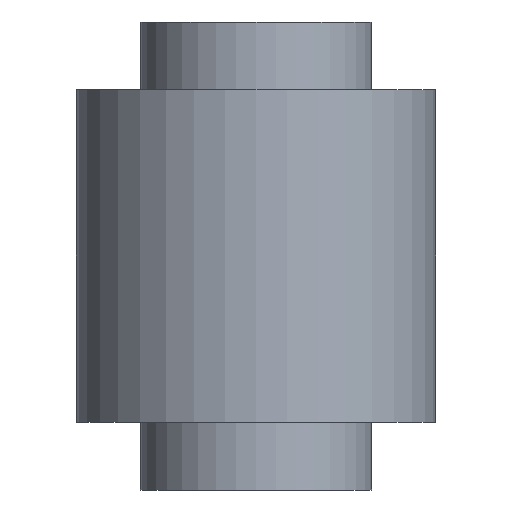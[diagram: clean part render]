
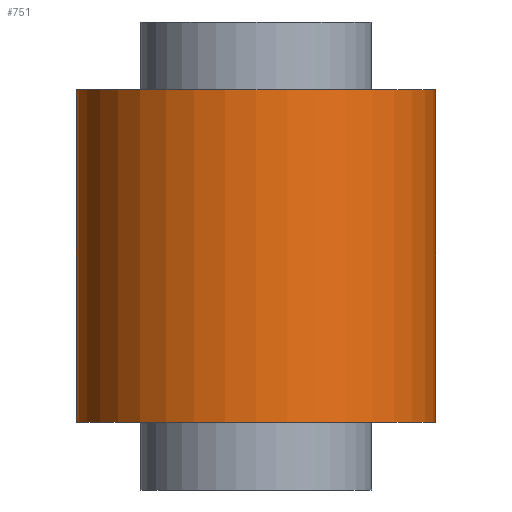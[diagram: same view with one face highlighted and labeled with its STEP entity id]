
A CAD part, left-side view. The second image highlights one B-rep face of the part: STEP entity #751.
In plain terms, the highlighted cylindrical face has radius 9.302 mm (diameter 18.604 mm), a partial arc.
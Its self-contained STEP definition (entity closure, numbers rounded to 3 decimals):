
#39=CIRCLE('',#788,9.302);
#64=CIRCLE('',#840,9.302);
#87=CYLINDRICAL_SURFACE('',#848,9.302);
#128=FACE_OUTER_BOUND('',#179,.T.);
#179=EDGE_LOOP('',(#687,#688,#689,#690));
#207=LINE('',#1176,#270);
#242=LINE('',#1295,#305);
#270=VECTOR('',#936,10.);
#305=VECTOR('',#1077,10.);
#334=VERTEX_POINT('',#1151);
#335=VERTEX_POINT('',#1153);
#344=VERTEX_POINT('',#1174);
#373=VERTEX_POINT('',#1279);
#411=EDGE_CURVE('',#334,#335,#39,.T.);
#423=EDGE_CURVE('',#334,#344,#207,.T.);
#472=EDGE_CURVE('',#373,#344,#64,.T.);
#480=EDGE_CURVE('',#373,#335,#242,.T.);
#687=ORIENTED_EDGE('',*,*,#480,.T.);
#688=ORIENTED_EDGE('',*,*,#411,.F.);
#689=ORIENTED_EDGE('',*,*,#423,.T.);
#690=ORIENTED_EDGE('',*,*,#472,.F.);
#751=ADVANCED_FACE('',(#128),#87,.T.);
#788=AXIS2_PLACEMENT_3D('',#1154,#916,#917);
#840=AXIS2_PLACEMENT_3D('',#1280,#1056,#1057);
#848=AXIS2_PLACEMENT_3D('',#1296,#1078,#1079);
#916=DIRECTION('center_axis',(0.,0.,1.));
#917=DIRECTION('ref_axis',(0.,1.,0.));
#936=DIRECTION('',(0.,0.,-1.));
#1056=DIRECTION('center_axis',(0.,0.,-1.));
#1057=DIRECTION('ref_axis',(0.,1.,0.));
#1077=DIRECTION('',(0.,0.,1.));
#1078=DIRECTION('center_axis',(0.,0.,1.));
#1079=DIRECTION('ref_axis',(0.,1.,0.));
#1151=CARTESIAN_POINT('',(-55.,9.302,8.6));
#1153=CARTESIAN_POINT('',(-55.,-9.302,8.6));
#1154=CARTESIAN_POINT('Origin',(-55.,0.,8.6));
#1174=CARTESIAN_POINT('',(-55.,9.302,-8.6));
#1176=CARTESIAN_POINT('',(-55.,9.302,0.));
#1279=CARTESIAN_POINT('',(-55.,-9.302,-8.6));
#1280=CARTESIAN_POINT('Origin',(-55.,0.,-8.6));
#1295=CARTESIAN_POINT('',(-55.,-9.302,0.));
#1296=CARTESIAN_POINT('Origin',(-55.,0.,0.));
